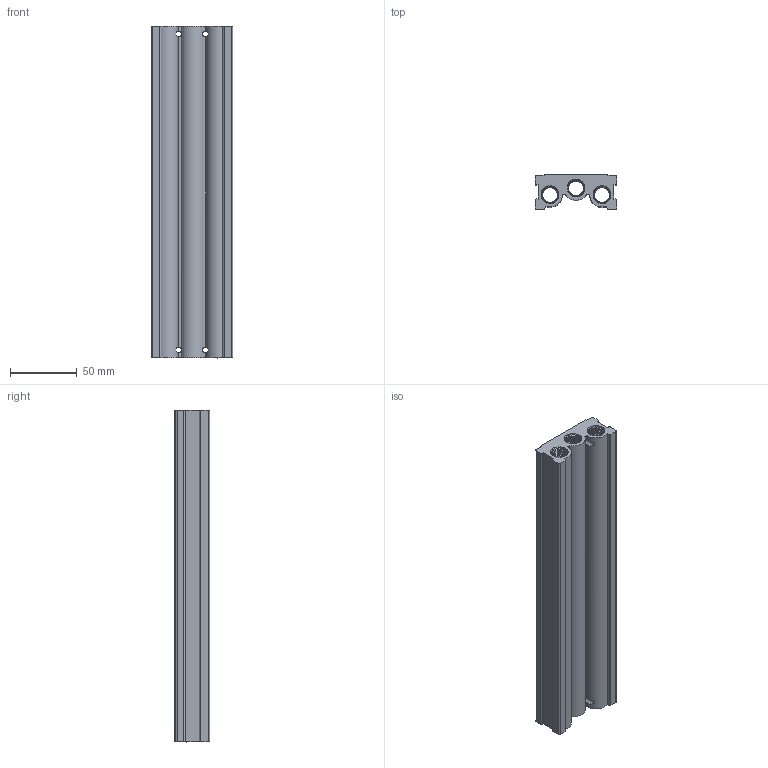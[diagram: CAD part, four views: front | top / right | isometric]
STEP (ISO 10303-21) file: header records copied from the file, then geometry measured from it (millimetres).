
FILE_DESCRIPTION (( 'STEP AP203' ), '1' );
FILE_NAME ('mf2500-m12.STEP', '2012-05-01T23:29:00', ( 'yrd6' ), ( 'Hewlett-Packard Company' ), 'SwSTEP 2.0', 'SolidWorks 2008', '' );
FILE_SCHEMA (( 'CONFIG_CONTROL_DESIGN' ));
Length unit declared in the file: millimetre
Products named in the file (1): mf2500-m12
Bounding box: 61 x 26.5 x 249 mm (x, y, z)
Volume: 217824.1 mm3; surface area: 91334.2 mm2
Topology: 1 solids, 1 shells, 429 faces, 1251 edges, 868 vertices
Faces by surface type: cylinder 276, plane 105, cone 24, bspline 24
Entity records: 26292 total; most frequent: CARTESIAN_POINT 15301, ORIENTED_EDGE 2502, DIRECTION 2049, EDGE_CURVE 1251, VERTEX_POINT 868, AXIS2_PLACEMENT_3D 818, EDGE_LOOP 559, FACE_OUTER_BOUND 429
